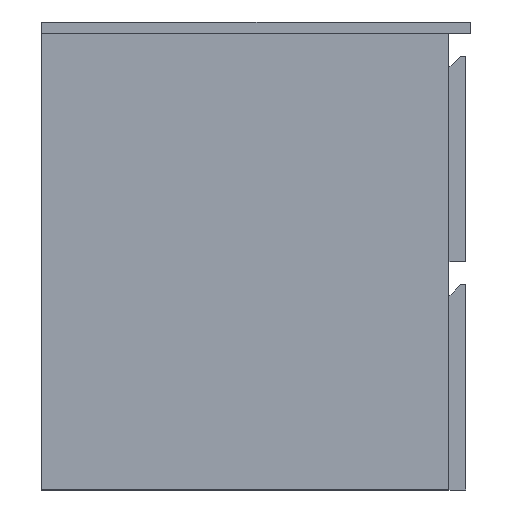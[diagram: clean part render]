
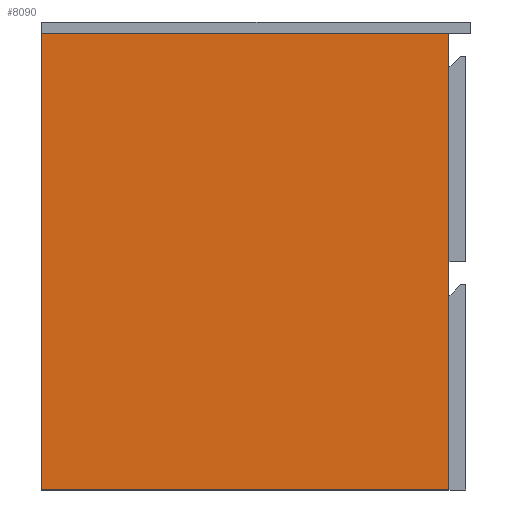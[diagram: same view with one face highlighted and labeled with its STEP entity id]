
A CAD part, left-side view. The second image highlights one B-rep face of the part: STEP entity #8090.
In plain terms, the highlighted face is planar.
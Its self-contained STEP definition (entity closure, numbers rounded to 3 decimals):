
#1221 = DIRECTION ( 'NONE',  ( 1., 0., 0. ) ) ;
#2597 = DIRECTION ( 'NONE',  ( 0., 0., -1. ) ) ;
#4282 = CARTESIAN_POINT ( 'NONE',  ( 0., 437., -2. ) ) ;
#5039 = VECTOR ( 'NONE', #5192, 1000. ) ;
#5192 = DIRECTION ( 'NONE',  ( 0., 1., 0. ) ) ;
#6364 = ORIENTED_EDGE ( 'NONE', *, *, #16884, .F. ) ;
#6528 = ORIENTED_EDGE ( 'NONE', *, *, #23253, .F. ) ;
#6739 = CARTESIAN_POINT ( 'NONE',  ( 0., 0., -2. ) ) ;
#7855 = VECTOR ( 'NONE', #23902, 1000. ) ;
#8090 = ADVANCED_FACE ( 'NONE', ( #11855 ), #11889, .T. ) ;
#8543 = EDGE_CURVE ( 'EFI100', #17057, #18035, #15063, .T. ) ;
#9150 = VECTOR ( 'NONE', #1221, 1000. ) ;
#9614 = CARTESIAN_POINT ( 'NONE',  ( 490., 0., -2. ) ) ;
#11554 = VECTOR ( 'NONE', #14162, 1000. ) ;
#11855 = FACE_OUTER_BOUND ( 'NONE', #22698, .T. ) ;
#11889 = PLANE ( 'NONE',  #14831 ) ;
#11978 = CARTESIAN_POINT ( 'NONE',  ( 0., 0., -2. ) ) ;
#12935 = ORIENTED_EDGE ( 'NONE', *, *, #16275, .F. ) ;
#14162 = DIRECTION ( 'NONE',  ( -1., 0., 0. ) ) ;
#14831 = AXIS2_PLACEMENT_3D ( 'NONE', #4282, #2597, #19304 ) ;
#15063 = LINE ( 'NONE', #18020, #5039 ) ;
#15206 = VERTEX_POINT ( 'NONE', #11978 ) ;
#16275 = EDGE_CURVE ( 'EFI103', #18035, #16446, #16539, .T. ) ;
#16446 = VERTEX_POINT ( 'NONE', #18396 ) ;
#16539 = LINE ( 'NONE', #21663, #11554 ) ;
#16884 = EDGE_CURVE ( 'EFI101', #15206, #17057, #20266, .T. ) ;
#17057 = VERTEX_POINT ( 'NONE', #9614 ) ;
#18020 = CARTESIAN_POINT ( 'NONE',  ( 490., 437., -2. ) ) ;
#18035 = VERTEX_POINT ( 'NONE', #18254 ) ;
#18254 = CARTESIAN_POINT ( 'NONE',  ( 490., 437., -2. ) ) ;
#18396 = CARTESIAN_POINT ( 'NONE',  ( 0., 437., -2. ) ) ;
#19028 = LINE ( 'NONE', #23663, #7855 ) ;
#19304 = DIRECTION ( 'NONE',  ( -1., 0., 0. ) ) ;
#20266 = LINE ( 'NONE', #6739, #9150 ) ;
#21663 = CARTESIAN_POINT ( 'NONE',  ( 0., 437., -2. ) ) ;
#22698 = EDGE_LOOP ( 'NONE', ( #6528, #12935, #23904, #6364 ) ) ;
#23253 = EDGE_CURVE ( 'EFI102', #16446, #15206, #19028, .T. ) ;
#23663 = CARTESIAN_POINT ( 'NONE',  ( 0., 437., -2. ) ) ;
#23902 = DIRECTION ( 'NONE',  ( 0., -1., 0. ) ) ;
#23904 = ORIENTED_EDGE ( 'NONE', *, *, #8543, .F. ) ;
